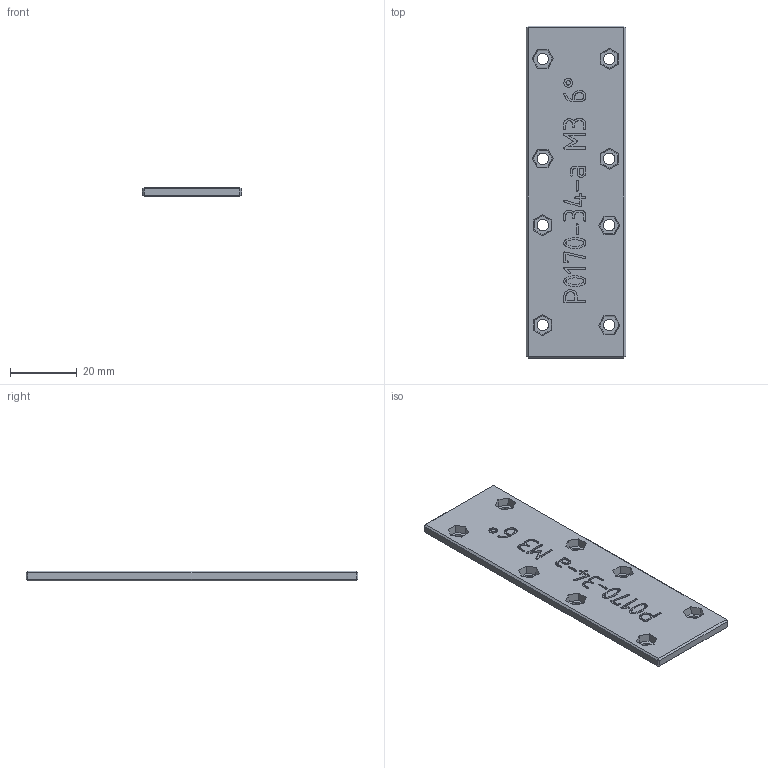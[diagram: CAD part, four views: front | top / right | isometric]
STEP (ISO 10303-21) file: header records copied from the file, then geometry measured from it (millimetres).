
FILE_DESCRIPTION(('FreeCAD Model'),'2;1');
FILE_NAME('Open CASCADE Shape Model','2023-10-14T20:38:11',(''),(''), 'Open CASCADE STEP processor 7.6','FreeCAD','Unknown');
FILE_SCHEMA(('AUTOMOTIVE_DESIGN { 1 0 10303 214 1 1 1 1 }'));
Length unit declared in the file: millimetre
Products named in the file (1): P0170-34-a_Geradverbinder
Bounding box: 29.8 x 99.8 x 3 mm (x, y, z)
Volume: 8304.4 mm3; surface area: 6947.8 mm2
Topology: 1 solids, 1 shells, 374 faces, 1008 edges, 664 vertices
Faces by surface type: extrusion 214, plane 104, bspline 48, cylinder 8
Full cylindrical faces by diameter (mm): 3.4 x8
Entity records: 24970 total; most frequent: CARTESIAN_POINT 6491, DIRECTION 2520, VECTOR 2254, LINE 2040, ORIENTED_EDGE 2016, PCURVE 2016, DEFINITIONAL_REPRESENTATION 2016, B_SPLINE_CURVE_WITH_KNOTS 1166
